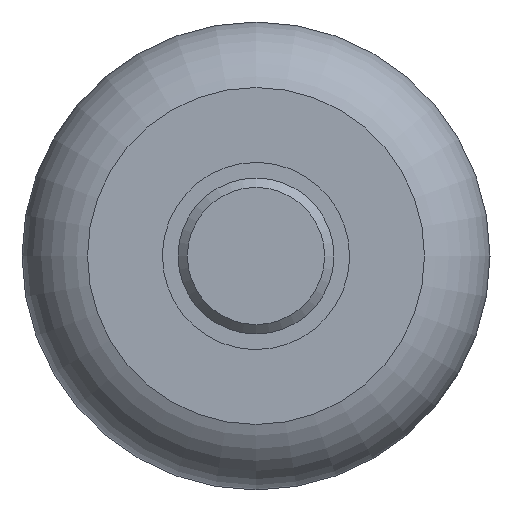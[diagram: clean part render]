
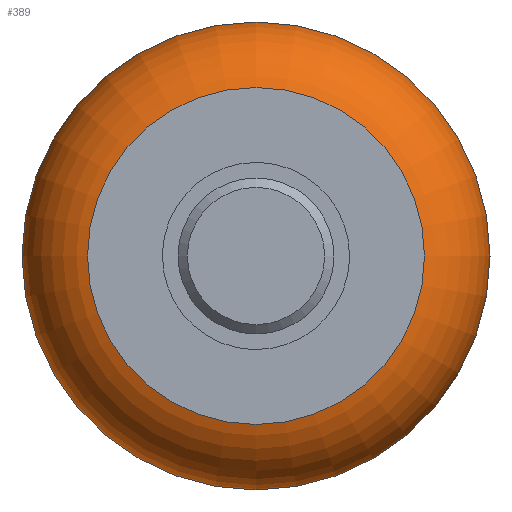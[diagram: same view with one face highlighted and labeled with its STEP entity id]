
A CAD part, left-side view. The second image highlights one B-rep face of the part: STEP entity #389.
In plain terms, the highlighted toroidal (fillet/blend) face has major radius 4.44 mm and minor radius 3.06 mm.
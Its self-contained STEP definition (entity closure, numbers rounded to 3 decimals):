
#40=TOROIDAL_SURFACE('',#546,4.44,3.06);
#79=FACE_OUTER_BOUND('',#101,.T.);
#101=EDGE_LOOP('',(#272,#273,#274,#275,#276,#277,#278,#279));
#126=CIRCLE('',#543,5.297);
#127=CIRCLE('',#544,5.297);
#128=CIRCLE('',#545,5.297);
#129=CIRCLE('',#547,7.5);
#130=CIRCLE('',#548,7.5);
#131=CIRCLE('',#549,7.5);
#132=CIRCLE('',#550,3.06);
#168=VERTEX_POINT('',#780);
#169=VERTEX_POINT('',#781);
#170=VERTEX_POINT('',#783);
#171=VERTEX_POINT('',#788);
#172=VERTEX_POINT('',#789);
#173=VERTEX_POINT('',#791);
#209=EDGE_CURVE('',#168,#169,#126,.T.);
#210=EDGE_CURVE('',#170,#168,#127,.T.);
#212=EDGE_CURVE('',#169,#170,#128,.T.);
#213=EDGE_CURVE('',#171,#172,#129,.T.);
#214=EDGE_CURVE('',#173,#171,#130,.T.);
#215=EDGE_CURVE('',#172,#173,#131,.T.);
#216=EDGE_CURVE('',#172,#169,#132,.T.);
#272=ORIENTED_EDGE('',*,*,#213,.F.);
#273=ORIENTED_EDGE('',*,*,#214,.F.);
#274=ORIENTED_EDGE('',*,*,#215,.F.);
#275=ORIENTED_EDGE('',*,*,#216,.T.);
#276=ORIENTED_EDGE('',*,*,#212,.T.);
#277=ORIENTED_EDGE('',*,*,#210,.T.);
#278=ORIENTED_EDGE('',*,*,#209,.T.);
#279=ORIENTED_EDGE('',*,*,#216,.F.);
#389=ADVANCED_FACE('',(#79),#40,.T.);
#543=AXIS2_PLACEMENT_3D('',#782,#629,#630);
#544=AXIS2_PLACEMENT_3D('',#784,#631,#632);
#545=AXIS2_PLACEMENT_3D('',#786,#634,#635);
#546=AXIS2_PLACEMENT_3D('',#787,#636,#637);
#547=AXIS2_PLACEMENT_3D('',#790,#638,#639);
#548=AXIS2_PLACEMENT_3D('',#792,#640,#641);
#549=AXIS2_PLACEMENT_3D('',#793,#642,#643);
#550=AXIS2_PLACEMENT_3D('',#794,#644,#645);
#629=DIRECTION('center_axis',(1.,0.,0.));
#630=DIRECTION('ref_axis',(0.,1.,0.));
#631=DIRECTION('center_axis',(1.,0.,0.));
#632=DIRECTION('ref_axis',(0.,1.,0.));
#634=DIRECTION('center_axis',(1.,0.,0.));
#635=DIRECTION('ref_axis',(0.,1.,0.));
#636=DIRECTION('center_axis',(1.,0.,0.));
#637=DIRECTION('ref_axis',(0.,0.,-1.));
#638=DIRECTION('center_axis',(1.,0.,0.));
#639=DIRECTION('ref_axis',(0.,1.,0.));
#640=DIRECTION('center_axis',(1.,0.,0.));
#641=DIRECTION('ref_axis',(0.,1.,0.));
#642=DIRECTION('center_axis',(1.,0.,0.));
#643=DIRECTION('ref_axis',(0.,1.,0.));
#644=DIRECTION('center_axis',(0.,-1.,0.));
#645=DIRECTION('ref_axis',(0.,0.,1.));
#780=CARTESIAN_POINT('',(0.462,5.297,0.));
#781=CARTESIAN_POINT('',(0.462,0.,5.297));
#782=CARTESIAN_POINT('Origin',(0.462,0.,0.));
#783=CARTESIAN_POINT('',(0.462,-5.297,0.));
#784=CARTESIAN_POINT('Origin',(0.462,0.,0.));
#786=CARTESIAN_POINT('Origin',(0.462,0.,0.));
#787=CARTESIAN_POINT('Origin',(3.4,0.,0.));
#788=CARTESIAN_POINT('',(3.4,7.5,0.));
#789=CARTESIAN_POINT('',(3.4,0.,7.5));
#790=CARTESIAN_POINT('Origin',(3.4,0.,0.));
#791=CARTESIAN_POINT('',(3.4,-7.5,0.));
#792=CARTESIAN_POINT('Origin',(3.4,0.,0.));
#793=CARTESIAN_POINT('Origin',(3.4,0.,0.));
#794=CARTESIAN_POINT('Origin',(3.4,0.,4.44));
